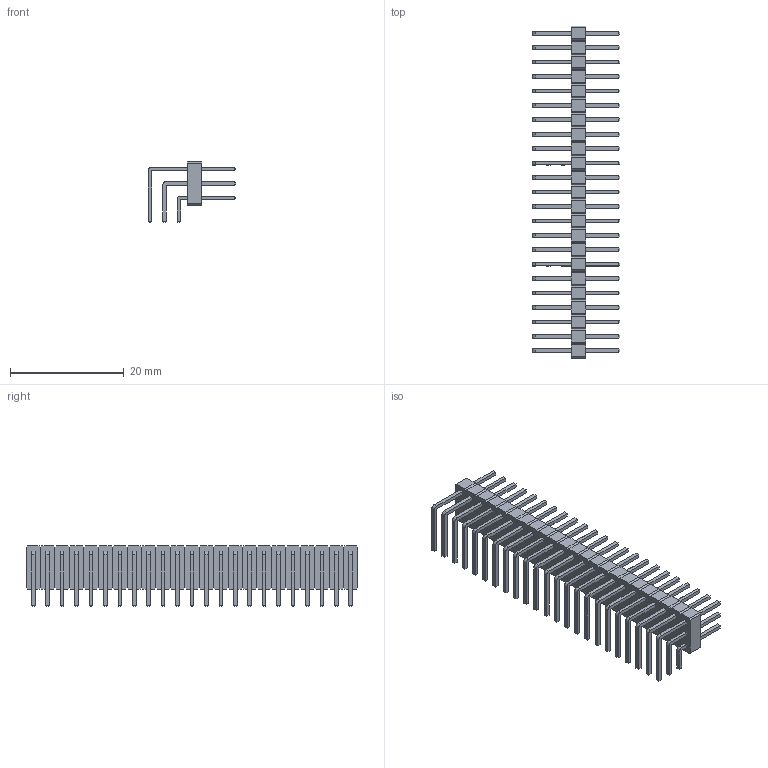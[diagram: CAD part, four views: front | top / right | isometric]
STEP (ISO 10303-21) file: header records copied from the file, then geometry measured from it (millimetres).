
FILE_DESCRIPTION(('FreeCAD Model'),'2;1');
FILE_NAME('Open CASCADE Shape Model','2022-01-07T04:44:14',( 'kicad StepUp'),('ksu MCAD'),'Open CASCADE STEP processor 7.5', 'FreeCAD','Unknown');
FILE_SCHEMA(('AUTOMOTIVE_DESIGN { 1 0 10303 214 1 1 1 1 }'));
Length unit declared in the file: millimetre
Products named in the file (1): PinHeader_3x23_P2.54mm_Horizontal
Bounding box: 15.44 x 58.42 x 10.62 mm (x, y, z)
Volume: 1591.7 mm3; surface area: 5847.2 mm2
Topology: 92 solids, 92 shells, 1679 faces, 3933 edges, 2438 vertices
Faces by surface type: plane 1610, cylinder 69
Entity records: 59039 total; most frequent: CARTESIAN_POINT 8051, ORIENTED_EDGE 7866, DIRECTION 7431, EDGE_CURVE 3933, LINE 3795, VECTOR 3795, VERTEX_POINT 2438, AXIS2_PLACEMENT_3D 1818
